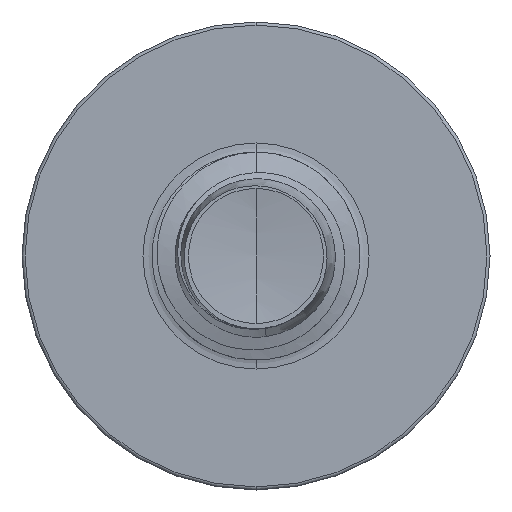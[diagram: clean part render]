
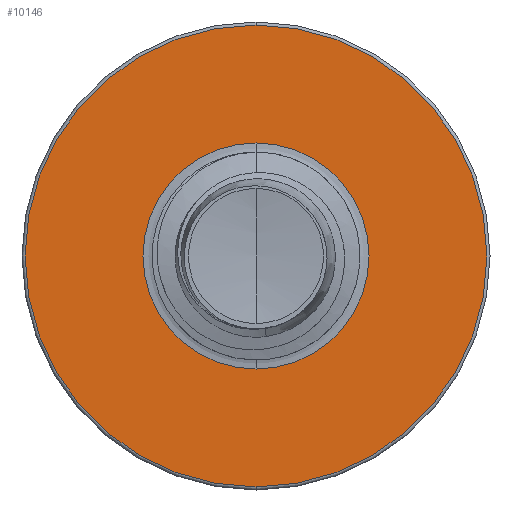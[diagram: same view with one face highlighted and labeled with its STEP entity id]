
A CAD part, front view. The second image highlights one B-rep face of the part: STEP entity #10146.
In plain terms, the highlighted planar face has unit normal (0, -1, 0).
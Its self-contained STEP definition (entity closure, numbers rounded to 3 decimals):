
#497 = CARTESIAN_POINT ( 'NONE',  ( 0., 3.5, 0. ) ) ;
#850 = CARTESIAN_POINT ( 'NONE',  ( 0., 3.5, 2.174 ) ) ;
#928 = CARTESIAN_POINT ( 'NONE',  ( 0., 3.5, -4.44 ) ) ;
#1074 = VERTEX_POINT ( 'NONE', #850 ) ;
#1657 = ORIENTED_EDGE ( 'NONE', *, *, #1746, .F. ) ;
#1746 = EDGE_CURVE ( 'NONE', #3541, #14342, #11224, .T. ) ;
#2803 = EDGE_CURVE ( 'NONE', #1074, #7635, #6388, .T. ) ;
#2958 = DIRECTION ( 'NONE',  ( 0., 1., 0. ) ) ;
#3541 = VERTEX_POINT ( 'NONE', #928 ) ;
#4083 = DIRECTION ( 'NONE',  ( 0., 0., 1. ) ) ;
#4110 = DIRECTION ( 'NONE',  ( 0., 0., 1. ) ) ;
#4133 = DIRECTION ( 'NONE',  ( 0., 1., 0. ) ) ;
#4152 = CARTESIAN_POINT ( 'NONE',  ( 0., 3.5, 0. ) ) ;
#4322 = DIRECTION ( 'NONE',  ( 0., 1., 0. ) ) ;
#4606 = CARTESIAN_POINT ( 'NONE',  ( 0., 3.5, 0. ) ) ;
#4836 = EDGE_LOOP ( 'NONE', ( #5486, #8706 ) ) ;
#5078 = CARTESIAN_POINT ( 'NONE',  ( 0., 3.5, 4.44 ) ) ;
#5486 = ORIENTED_EDGE ( 'NONE', *, *, #2803, .T. ) ;
#5525 = CIRCLE ( 'NONE', #12592, 4.44 ) ;
#5830 = EDGE_CURVE ( 'NONE', #14342, #3541, #5525, .T. ) ;
#6073 = DIRECTION ( 'NONE',  ( 0., 0., 1. ) ) ;
#6388 = CIRCLE ( 'NONE', #10927, 2.174 ) ;
#7494 = DIRECTION ( 'NONE',  ( 0., 0., 1. ) ) ;
#7499 = DIRECTION ( 'NONE',  ( 0., 1., 0. ) ) ;
#7513 = CARTESIAN_POINT ( 'NONE',  ( 0., 3.5, 0. ) ) ;
#7635 = VERTEX_POINT ( 'NONE', #10506 ) ;
#7756 = AXIS2_PLACEMENT_3D ( 'NONE', #7513, #7499, #7494 ) ;
#8620 = AXIS2_PLACEMENT_3D ( 'NONE', #10833, #10846, #10662 ) ;
#8706 = ORIENTED_EDGE ( 'NONE', *, *, #9565, .T. ) ;
#8887 = AXIS2_PLACEMENT_3D ( 'NONE', #497, #2958, #6073 ) ;
#9565 = EDGE_CURVE ( 'NONE', #7635, #1074, #10736, .T. ) ;
#9735 = FACE_BOUND ( 'NONE', #4836, .T. ) ;
#10146 = ADVANCED_FACE ( 'NONE', ( #12286, #9735 ), #10906, .F. ) ;
#10234 = EDGE_LOOP ( 'NONE', ( #13560, #1657 ) ) ;
#10506 = CARTESIAN_POINT ( 'NONE',  ( 0., 3.5, -2.174 ) ) ;
#10662 = DIRECTION ( 'NONE',  ( 0., 0., 1. ) ) ;
#10736 = CIRCLE ( 'NONE', #8887, 2.174 ) ;
#10833 = CARTESIAN_POINT ( 'NONE',  ( 0., 3.5, -2.174 ) ) ;
#10846 = DIRECTION ( 'NONE',  ( 0., 1., 0. ) ) ;
#10906 = PLANE ( 'NONE',  #8620 ) ;
#10927 = AXIS2_PLACEMENT_3D ( 'NONE', #4152, #4133, #4110 ) ;
#11224 = CIRCLE ( 'NONE', #7756, 4.44 ) ;
#12286 = FACE_OUTER_BOUND ( 'NONE', #10234, .T. ) ;
#12592 = AXIS2_PLACEMENT_3D ( 'NONE', #4606, #4322, #4083 ) ;
#13560 = ORIENTED_EDGE ( 'NONE', *, *, #5830, .F. ) ;
#14342 = VERTEX_POINT ( 'NONE', #5078 ) ;
